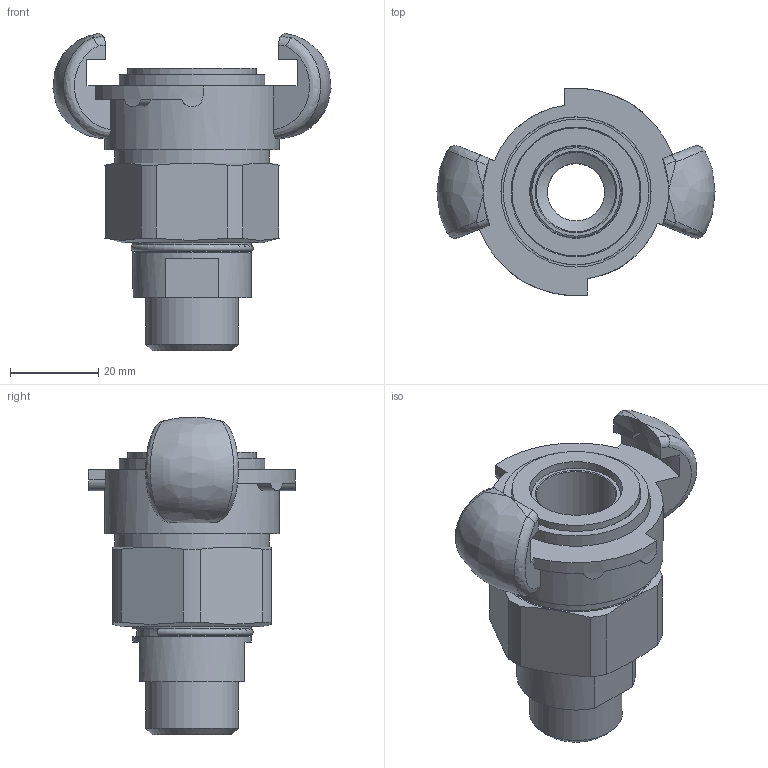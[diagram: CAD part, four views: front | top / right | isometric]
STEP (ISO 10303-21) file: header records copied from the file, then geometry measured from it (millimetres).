
FILE_DESCRIPTION(/* description */ (''),/* implementation_level */ '2;1');
FILE_NAME(/* name */ 'eksa_12_v.stp',/* time_stamp */ '2022-09-17T15:05:34+02:00',/* author */ ('meier'),/* organization */ (''),/* preprocessor_version */ 'ST-DEVELOPER v18.1',/* originating_system */ 'Autodesk Inventor 2022',/* authorisation */ '0 mm^3');
FILE_SCHEMA (('AUTOMOTIVE_DESIGN { 1 0 10303 214 3 1 1 }'));
Length unit declared in the file: millimetre
Products named in the file (1): LUE_00017947
Bounding box: 62.97 x 47 x 71.91 mm (x, y, z)
Volume: 45950.9 mm3; surface area: 24118.1 mm2
Topology: 1 solids, 2 shells, 116 faces, 277 edges, 181 vertices
Faces by surface type: plane 46, cylinder 39, cone 15, torus 6, bspline 6, sphere 4
Full cylindrical faces by diameter (mm): 13 x1, 18 x1, 20.7 x1, 20.955 x1, 21 x1, 25 x1, 26.8 x2, 27 x1, 28.8 x1, 29 x3, 30 x1, 31 x1, 33 x1, 33.376 x1, 34 x1, 35 x1, 35.2 x1, 39.5 x1
Entity records: 4333 total; most frequent: CARTESIAN_POINT 1476, ORIENTED_EDGE 556, DIRECTION 547, EDGE_CURVE 278, AXIS2_PLACEMENT_3D 226, VERTEX_POINT 181, EDGE_LOOP 137, STYLED_ITEM 117
